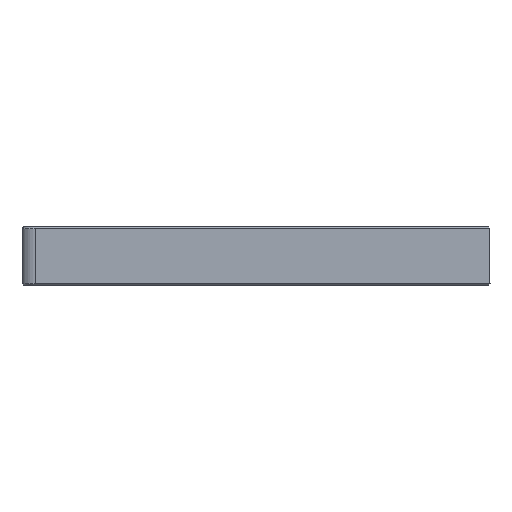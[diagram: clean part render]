
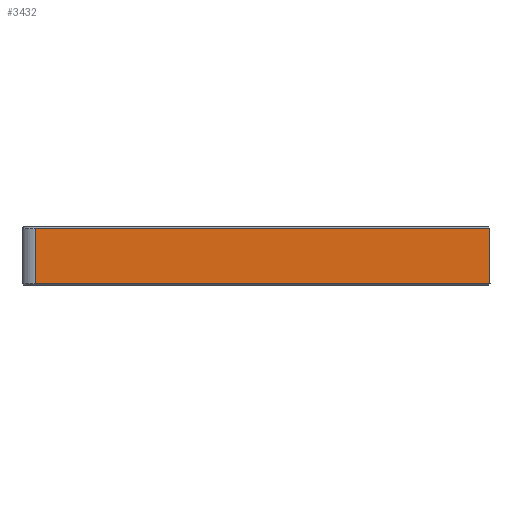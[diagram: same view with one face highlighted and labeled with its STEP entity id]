
A CAD part, front view. The second image highlights one B-rep face of the part: STEP entity #3432.
In plain terms, the highlighted face is planar.
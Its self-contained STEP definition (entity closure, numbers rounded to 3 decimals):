
#187=PLANE('',#3708);
#365=FACE_OUTER_BOUND('',#575,.T.);
#575=EDGE_LOOP('',(#2955,#2956,#2957,#2958));
#806=LINE('',#5156,#1196);
#936=LINE('',#5572,#1326);
#937=LINE('',#5575,#1327);
#938=LINE('',#5576,#1328);
#1196=VECTOR('',#4148,10.);
#1326=VECTOR('',#4486,10.);
#1327=VECTOR('',#4489,10.);
#1328=VECTOR('',#4490,4.);
#1638=VERTEX_POINT('',#5151);
#1639=VERTEX_POINT('',#5155);
#1727=VERTEX_POINT('',#5540);
#1734=VERTEX_POINT('',#5574);
#1991=EDGE_CURVE('',#1638,#1639,#806,.T.);
#2160=EDGE_CURVE('',#1638,#1727,#936,.T.);
#2161=EDGE_CURVE('',#1727,#1734,#937,.T.);
#2162=EDGE_CURVE('',#1734,#1639,#938,.T.);
#2955=ORIENTED_EDGE('',*,*,#1991,.F.);
#2956=ORIENTED_EDGE('',*,*,#2160,.T.);
#2957=ORIENTED_EDGE('',*,*,#2161,.T.);
#2958=ORIENTED_EDGE('',*,*,#2162,.T.);
#3432=ADVANCED_FACE('',(#365),#187,.F.);
#3708=AXIS2_PLACEMENT_3D('',#5573,#4487,#4488);
#4148=DIRECTION('',(-1.,0.,0.));
#4486=DIRECTION('',(0.,-1.,0.));
#4487=DIRECTION('center_axis',(0.,0.,
1.));
#4488=DIRECTION('ref_axis',(1.,0.,0.));
#4489=DIRECTION('',(-1.,0.,0.));
#4490=DIRECTION('',(0.,1.,0.));
#5151=CARTESIAN_POINT('',(-0.2,-185.4,-17.));
#5155=CARTESIAN_POINT('',(-116.536,-185.4,-17.));
#5156=CARTESIAN_POINT('',(60.,-185.4,-17.));
#5540=CARTESIAN_POINT('',(-0.2,-199.5,-17.));
#5572=CARTESIAN_POINT('',(-0.2,-188.75,-17.));
#5573=CARTESIAN_POINT('Origin',(120.,-185.,-17.));
#5574=CARTESIAN_POINT('',(-116.536,-199.5,-17.));
#5575=CARTESIAN_POINT('',(60.,-199.5,-17.));
#5576=CARTESIAN_POINT('',(-116.536,-185.,-17.));
